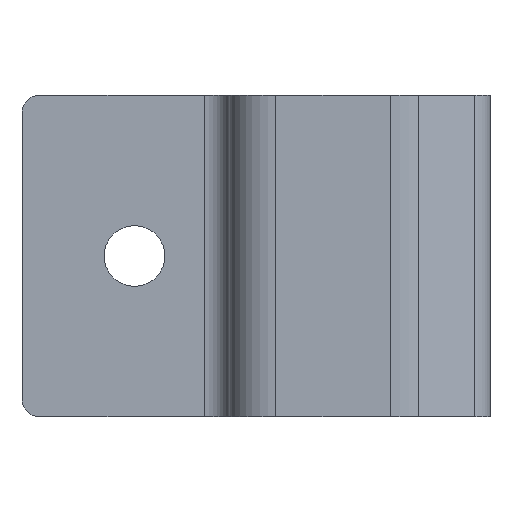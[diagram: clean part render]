
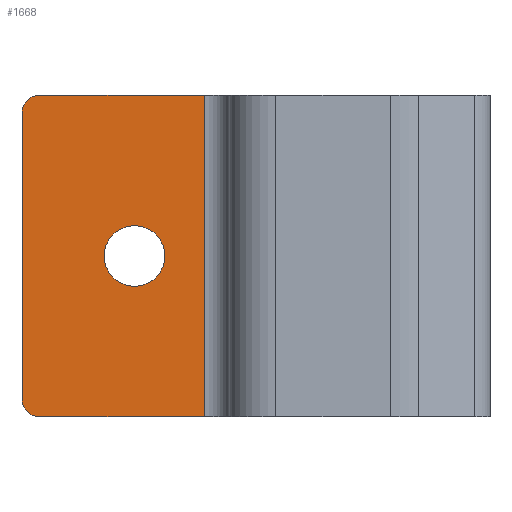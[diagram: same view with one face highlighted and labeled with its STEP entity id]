
A CAD part, left-side view. The second image highlights one B-rep face of the part: STEP entity #1668.
In plain terms, the highlighted planar face has unit normal (-1, 0, 0).
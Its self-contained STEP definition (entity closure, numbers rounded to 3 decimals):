
#26 = VERTEX_POINT ( 'NONE', #1572 ) ;
#48 = EDGE_LOOP ( 'NONE', ( #444, #544 ) ) ;
#101 = DIRECTION ( 'NONE',  ( -1., 0., 0. ) ) ;
#114 = EDGE_CURVE ( 'NONE', #1448, #26, #1157, .T. ) ;
#193 = DIRECTION ( 'NONE',  ( 0., 0., 1. ) ) ;
#223 = VECTOR ( 'NONE', #193, 1000. ) ;
#240 = CARTESIAN_POINT ( 'NONE',  ( -49.185, 86.973, 30.17 ) ) ;
#254 = VERTEX_POINT ( 'NONE', #575 ) ;
#271 = FACE_BOUND ( 'NONE', #48, .T. ) ;
#294 = VECTOR ( 'NONE', #1893, 1000. ) ;
#327 = ORIENTED_EDGE ( 'NONE', *, *, #1920, .F. ) ;
#343 = AXIS2_PLACEMENT_3D ( 'NONE', #500, #951, #796 ) ;
#415 = EDGE_CURVE ( 'NONE', #948, #1393, #1304, .T. ) ;
#433 = CIRCLE ( 'NONE', #535, 5. ) ;
#444 = ORIENTED_EDGE ( 'NONE', *, *, #1252, .F. ) ;
#446 = CARTESIAN_POINT ( 'NONE',  ( -49.185, 67.473, -14.83 ) ) ;
#500 = CARTESIAN_POINT ( 'NONE',  ( -49.185, 118.473, -14.83 ) ) ;
#520 = CARTESIAN_POINT ( 'NONE',  ( -49.185, 67.473, 75.17 ) ) ;
#535 = AXIS2_PLACEMENT_3D ( 'NONE', #1528, #632, #1226 ) ;
#540 = DIRECTION ( 'NONE',  ( 0., -1., 0. ) ) ;
#544 = ORIENTED_EDGE ( 'NONE', *, *, #1822, .F. ) ;
#575 = CARTESIAN_POINT ( 'NONE',  ( -49.185, 118.473, -9.83 ) ) ;
#632 = DIRECTION ( 'NONE',  ( -1., 0., 0. ) ) ;
#643 = AXIS2_PLACEMENT_3D ( 'NONE', #995, #101, #834 ) ;
#651 = FACE_OUTER_BOUND ( 'NONE', #1236, .T. ) ;
#675 = AXIS2_PLACEMENT_3D ( 'NONE', #240, #1316, #540 ) ;
#693 = DIRECTION ( 'NONE',  ( -1., 0., 0. ) ) ;
#712 = CARTESIAN_POINT ( 'NONE',  ( -49.185, 78.473, 30.17 ) ) ;
#791 = CARTESIAN_POINT ( 'NONE',  ( -49.185, 118.473, -14.83 ) ) ;
#796 = DIRECTION ( 'NONE',  ( 0., -1., 0. ) ) ;
#834 = DIRECTION ( 'NONE',  ( 0., -1., 0. ) ) ;
#878 = DIRECTION ( 'NONE',  ( 0., -1., 0. ) ) ;
#948 = VERTEX_POINT ( 'NONE', #446 ) ;
#951 = DIRECTION ( 'NONE',  ( -1., 0., 0. ) ) ;
#966 = ORIENTED_EDGE ( 'NONE', *, *, #114, .T. ) ;
#968 = PLANE ( 'NONE',  #343 ) ;
#987 = CARTESIAN_POINT ( 'NONE',  ( -49.185, 118.473, 75.17 ) ) ;
#995 = CARTESIAN_POINT ( 'NONE',  ( -49.185, 86.973, 30.17 ) ) ;
#1052 = CARTESIAN_POINT ( 'NONE',  ( -49.185, 67.473, 75.17 ) ) ;
#1147 = EDGE_CURVE ( 'NONE', #254, #26, #1537, .T. ) ;
#1157 = CIRCLE ( 'NONE', #1191, 5. ) ;
#1160 = CARTESIAN_POINT ( 'NONE',  ( -49.185, 113.473, -14.83 ) ) ;
#1189 = ORIENTED_EDGE ( 'NONE', *, *, #1794, .T. ) ;
#1191 = AXIS2_PLACEMENT_3D ( 'NONE', #1792, #693, #1623 ) ;
#1226 = DIRECTION ( 'NONE',  ( 0., -1., 0. ) ) ;
#1236 = EDGE_LOOP ( 'NONE', ( #327, #966, #1790, #1453, #1189, #1477 ) ) ;
#1252 = EDGE_CURVE ( 'NONE', #1961, #1279, #1781, .T. ) ;
#1279 = VERTEX_POINT ( 'NONE', #1454 ) ;
#1304 = LINE ( 'NONE', #1052, #1663 ) ;
#1316 = DIRECTION ( 'NONE',  ( -1., 0., 0. ) ) ;
#1393 = VERTEX_POINT ( 'NONE', #520 ) ;
#1448 = VERTEX_POINT ( 'NONE', #1635 ) ;
#1453 = ORIENTED_EDGE ( 'NONE', *, *, #1596, .T. ) ;
#1454 = CARTESIAN_POINT ( 'NONE',  ( -49.185, 95.473, 30.17 ) ) ;
#1477 = ORIENTED_EDGE ( 'NONE', *, *, #415, .T. ) ;
#1517 = DIRECTION ( 'NONE',  ( 0., 0., 1. ) ) ;
#1528 = CARTESIAN_POINT ( 'NONE',  ( -49.185, 113.473, -9.83 ) ) ;
#1537 = LINE ( 'NONE', #791, #223 ) ;
#1572 = CARTESIAN_POINT ( 'NONE',  ( -49.185, 118.473, 70.17 ) ) ;
#1580 = LINE ( 'NONE', #1733, #294 ) ;
#1596 = EDGE_CURVE ( 'NONE', #254, #1891, #433, .T. ) ;
#1623 = DIRECTION ( 'NONE',  ( 0., -1., 0. ) ) ;
#1635 = CARTESIAN_POINT ( 'NONE',  ( -49.185, 113.473, 75.17 ) ) ;
#1663 = VECTOR ( 'NONE', #1517, 1000. ) ;
#1668 = ADVANCED_FACE ( 'NONE', ( #271, #651 ), #968, .T. ) ;
#1733 = CARTESIAN_POINT ( 'NONE',  ( -49.185, 118.473, -14.83 ) ) ;
#1781 = CIRCLE ( 'NONE', #675, 8.5 ) ;
#1790 = ORIENTED_EDGE ( 'NONE', *, *, #1147, .F. ) ;
#1792 = CARTESIAN_POINT ( 'NONE',  ( -49.185, 113.473, 70.17 ) ) ;
#1794 = EDGE_CURVE ( 'NONE', #1891, #948, #1580, .T. ) ;
#1822 = EDGE_CURVE ( 'NONE', #1279, #1961, #1875, .T. ) ;
#1875 = CIRCLE ( 'NONE', #643, 8.5 ) ;
#1891 = VERTEX_POINT ( 'NONE', #1160 ) ;
#1893 = DIRECTION ( 'NONE',  ( 0., -1., 0. ) ) ;
#1920 = EDGE_CURVE ( 'NONE', #1448, #1393, #1966, .T. ) ;
#1922 = VECTOR ( 'NONE', #878, 1000. ) ;
#1961 = VERTEX_POINT ( 'NONE', #712 ) ;
#1966 = LINE ( 'NONE', #987, #1922 ) ;
